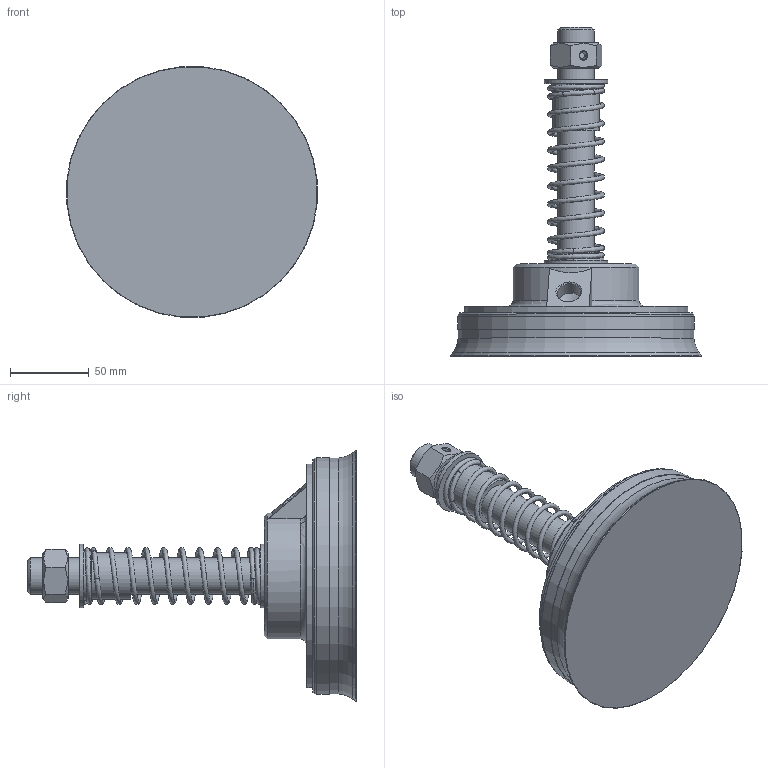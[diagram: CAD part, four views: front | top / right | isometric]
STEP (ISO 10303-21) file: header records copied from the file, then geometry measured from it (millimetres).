
FILE_DESCRIPTION(/* description */ (''),/* implementation_level */ '2;1');
FILE_NAME(/* name */ 'vpdm60150sb.stp',/* time_stamp */ '2020-11-24T15:02:58+01:00',/* author */ ('enginyeria'),/* organization */ (''),/* preprocessor_version */ 'ST-DEVELOPER v17.2',/* originating_system */ 'Autodesk Inventor 2019',/* authorisation */ '');
FILE_SCHEMA (('CONFIG_CONTROL_DESIGN'));
Length unit declared in the file: millimetre
Products named in the file (1): vpdm60150cn
Bounding box: 158.91 x 208.51 x 158.91 mm (x, y, z)
Volume: 791142.9 mm3; surface area: 85596.4 mm2
Topology: 1 solids, 2 shells, 74 faces, 202 edges, 143 vertices
Faces by surface type: plane 29, cylinder 19, bspline 13, cone 9, torus 4
Full cylindrical faces by diameter (mm): 4.917 x2, 14.95 x1, 22.992 x3, 29.658 x1, 30.492 x2, 40.492 x2, 80 x1, 142 x1, 150 x2, 150.8 x1
Entity records: 6553 total; most frequent: CARTESIAN_POINT 4536, ORIENTED_EDGE 400, DIRECTION 386, EDGE_CURVE 200, AXIS2_PLACEMENT_3D 172, VERTEX_POINT 143, CIRCLE 106, EDGE_LOOP 89
